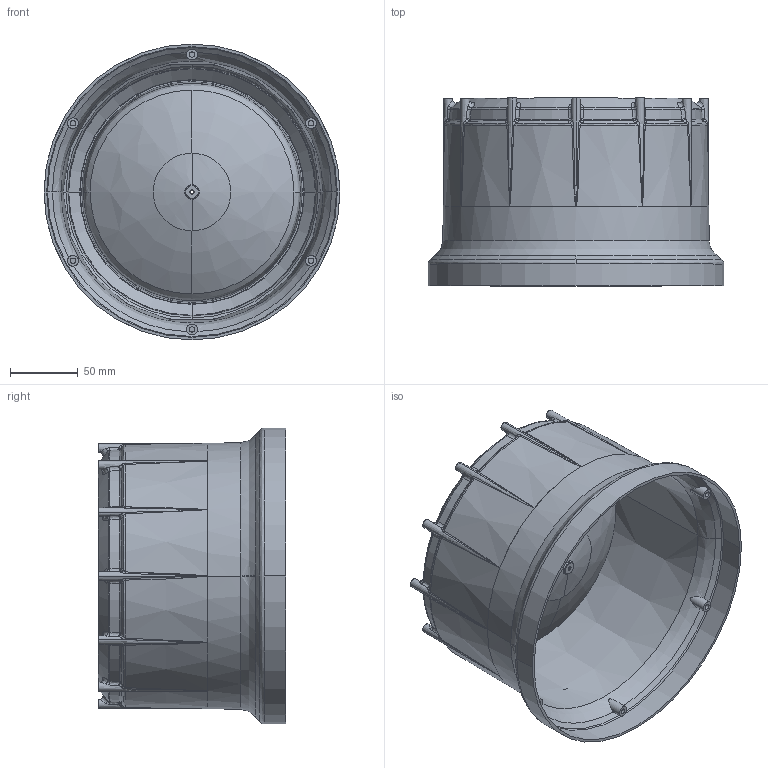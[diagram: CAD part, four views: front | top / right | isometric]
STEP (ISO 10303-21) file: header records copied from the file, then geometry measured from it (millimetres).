
FILE_DESCRIPTION (( 'STEP AP214' ), '1' );
FILE_NAME ('C121AA Huni Govdesi-1.STEP', '2022-09-20T13:02:31', ( '' ), ( '' ), 'SwSTEP 2.0', 'SolidWorks 2021', '' );
FILE_SCHEMA (( 'AUTOMOTIVE_DESIGN' ));
Length unit declared in the file: inch
Products named in the file (1): C121AA Huni Govdesi-1
Bounding box: 218.27 x 138.35 x 218.27 mm (x, y, z)
Volume: 235858 mm3; surface area: 270159.5 mm2
Topology: 1 solids, 1 shells, 541 faces, 1325 edges, 783 vertices
Faces by surface type: bspline 297, cone 157, plane 39, cylinder 36, torus 12
Entity records: 32281 total; most frequent: CARTESIAN_POINT 22445, ORIENTED_EDGE 2602, DIRECTION 1356, EDGE_CURVE 1301, VERTEX_POINT 783, AXIS2_PLACEMENT_3D 625, B_SPLINE_CURVE_WITH_KNOTS 620, EDGE_LOOP 564
